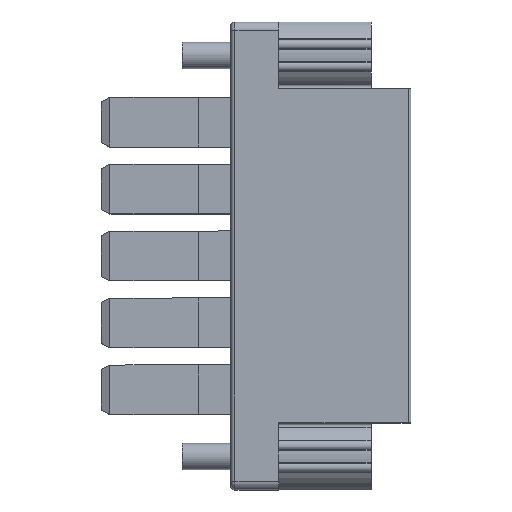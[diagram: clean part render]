
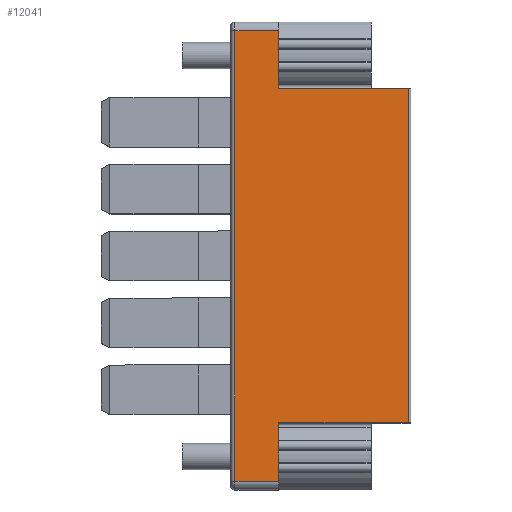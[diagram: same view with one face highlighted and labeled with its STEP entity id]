
A CAD part, top view. The second image highlights one B-rep face of the part: STEP entity #12041.
In plain terms, the highlighted planar face has unit normal (0, 0, 1).
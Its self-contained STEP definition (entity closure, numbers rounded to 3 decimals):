
#13=DIRECTION('',(1.,0.,0.));
#14=VECTOR('',#13,14.75);
#15=CARTESIAN_POINT('',(2.834,0.,9.079));
#16=LINE('',#15,#14);
#1703=DIRECTION('',(-1.,0.,0.));
#1704=VECTOR('',#1703,14.75);
#1705=CARTESIAN_POINT('',(17.584,38.05,9.079));
#1706=LINE('',#1705,#1704);
#1887=DIRECTION('',(0.,1.,0.));
#1888=VECTOR('',#1887,51.29);
#1889=CARTESIAN_POINT('',(-2.166,-6.62,
9.079));
#1890=LINE('',#1889,#1888);
#1891=DIRECTION('',(-1.,0.,0.));
#1892=VECTOR('',#1891,5.);
#1893=CARTESIAN_POINT('',(2.834,44.67,9.079));
#1894=LINE('',#1893,#1892);
#1895=DIRECTION('',(0.,-1.,0.));
#1896=VECTOR('',#1895,6.62);
#1897=CARTESIAN_POINT('',(2.834,44.67,9.079));
#1898=LINE('',#1897,#1896);
#1899=DIRECTION('',(0.,1.,0.));
#1900=VECTOR('',#1899,6.62);
#1901=CARTESIAN_POINT('',(2.834,-6.62,9.079));
#1902=LINE('',#1901,#1900);
#1903=DIRECTION('',(-1.,0.,0.));
#1904=VECTOR('',#1903,5.);
#1905=CARTESIAN_POINT('',(2.834,-6.62,9.079));
#1906=LINE('',#1905,#1904);
#2539=DIRECTION('',(0.,1.,0.));
#2540=VECTOR('',#2539,38.05);
#2541=CARTESIAN_POINT('',(17.584,0.,9.079));
#2542=LINE('',#2541,#2540);
#7682=CARTESIAN_POINT('',(17.584,0.,9.079));
#7683=VERTEX_POINT('',#7682);
#7702=CARTESIAN_POINT('',(17.584,38.05,9.079));
#7703=VERTEX_POINT('',#7702);
#9026=CARTESIAN_POINT('',(2.834,44.67,9.079));
#9027=CARTESIAN_POINT('',(2.834,38.05,9.079));
#9028=VERTEX_POINT('',#9026);
#9029=VERTEX_POINT('',#9027);
#9196=CARTESIAN_POINT('',(2.834,0.,9.079));
#9197=VERTEX_POINT('',#9196);
#9322=CARTESIAN_POINT('',(2.834,-6.62,9.079));
#9323=VERTEX_POINT('',#9322);
#9680=CARTESIAN_POINT('',(-2.166,-6.62,
9.079));
#9681=VERTEX_POINT('',#9680);
#9684=CARTESIAN_POINT('',(-2.166,44.67,9.079));
#9685=VERTEX_POINT('',#9684);
#12022=CARTESIAN_POINT('',(-2.166,0.,9.079));
#12023=DIRECTION('',(0.,0.,1.));
#12024=DIRECTION('',(1.,0.,0.));
#12025=AXIS2_PLACEMENT_3D('',#12022,#12023,#12024);
#12026=PLANE('',#12025);
#12028=ORIENTED_EDGE('',*,*,#12027,.T.);
#12029=ORIENTED_EDGE('',*,*,#12017,.F.);
#12030=ORIENTED_EDGE('',*,*,#11668,.T.);
#12031=ORIENTED_EDGE('',*,*,#11734,.F.);
#12033=ORIENTED_EDGE('',*,*,#12032,.F.);
#12034=ORIENTED_EDGE('',*,*,#9770,.F.);
#12036=ORIENTED_EDGE('',*,*,#12035,.F.);
#12038=ORIENTED_EDGE('',*,*,#12037,.T.);
#12039=EDGE_LOOP('',(#12028,#12029,#12030,#12031,#12033,#12034,#12036,#12038));
#12040=FACE_OUTER_BOUND('',#12039,.F.);
#12041=ADVANCED_FACE('',(#12040),#12026,.T.);
#9770=EDGE_CURVE('',#9197,#7683,#16,.T.);
#11668=EDGE_CURVE('',#9028,#9029,#1898,.T.);
#11734=EDGE_CURVE('',#7703,#9029,#1706,.T.);
#12017=EDGE_CURVE('',#9028,#9685,#1894,.T.);
#12027=EDGE_CURVE('',#9681,#9685,#1890,.T.);
#12032=EDGE_CURVE('',#7683,#7703,#2542,.T.);
#12035=EDGE_CURVE('',#9323,#9197,#1902,.T.);
#12037=EDGE_CURVE('',#9323,#9681,#1906,.T.);
